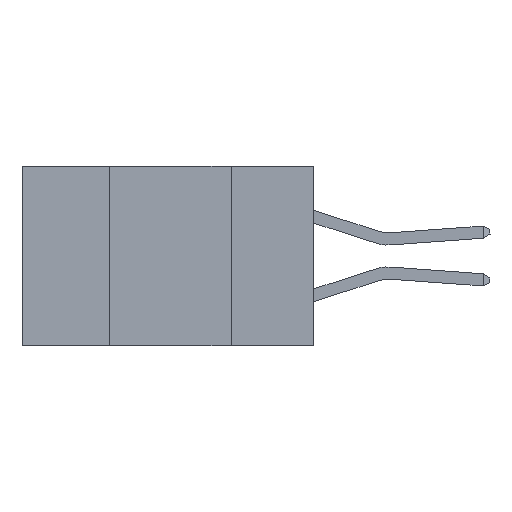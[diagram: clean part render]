
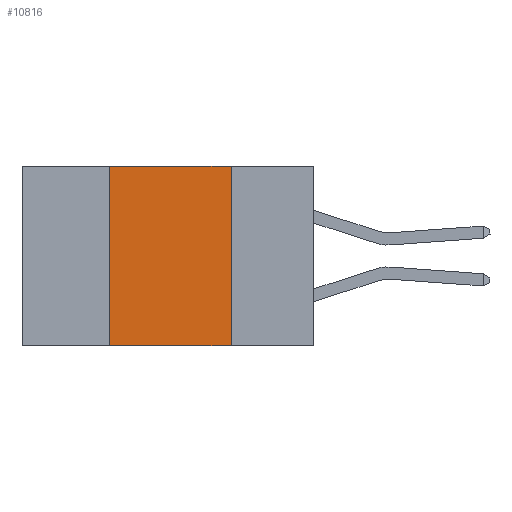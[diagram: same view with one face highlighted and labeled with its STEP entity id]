
A CAD part, left-side view. The second image highlights one B-rep face of the part: STEP entity #10816.
In plain terms, the highlighted planar face has unit normal (-1, 0, 0).
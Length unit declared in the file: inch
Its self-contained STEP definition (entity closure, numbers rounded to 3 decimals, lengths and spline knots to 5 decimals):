
#601 = DIRECTION ( 'NONE',  ( 0., 0., 1. ) ) ;
#1212 = VERTEX_POINT ( 'NONE', #12688 ) ;
#1413 = LINE ( 'NONE', #14638, #13435 ) ;
#1519 = VERTEX_POINT ( 'NONE', #7174 ) ;
#1710 = EDGE_LOOP ( 'NONE', ( #9125, #4080, #9821, #3366 ) ) ;
#1990 = CARTESIAN_POINT ( 'NONE',  ( 0., 0.42, -0.37 ) ) ;
#2431 = VECTOR ( 'NONE', #14437, 39.37008 ) ;
#3366 = ORIENTED_EDGE ( 'NONE', *, *, #4932, .T. ) ;
#3664 = CARTESIAN_POINT ( 'NONE',  ( 0., 0.6, 0. ) ) ;
#3824 = DIRECTION ( 'NONE',  ( 0., -1., 0. ) ) ;
#4080 = ORIENTED_EDGE ( 'NONE', *, *, #13807, .F. ) ;
#4552 = VERTEX_POINT ( 'NONE', #7408 ) ;
#4569 = LINE ( 'NONE', #7205, #14504 ) ;
#4611 = VECTOR ( 'NONE', #601, 39.37008 ) ;
#4908 = EDGE_CURVE ( 'NONE', #9872, #1519, #7686, .T. ) ;
#4932 = EDGE_CURVE ( 'NONE', #9872, #1212, #1413, .T. ) ;
#5226 = CARTESIAN_POINT ( 'NONE',  ( 0., 0.17, 0. ) ) ;
#5871 = PLANE ( 'NONE',  #11058 ) ;
#6654 = EDGE_CURVE ( 'NONE', #4552, #1212, #7811, .T. ) ;
#7174 = CARTESIAN_POINT ( 'NONE',  ( 0., 0.42, 0. ) ) ;
#7191 = DIRECTION ( 'NONE',  ( 0., 0., -1. ) ) ;
#7205 = CARTESIAN_POINT ( 'NONE',  ( 0., 0.6, 0. ) ) ;
#7408 = CARTESIAN_POINT ( 'NONE',  ( 0., 0.17, 0. ) ) ;
#7449 = CARTESIAN_POINT ( 'NONE',  ( 0., 0.42, 0. ) ) ;
#7686 = LINE ( 'NONE', #7449, #4611 ) ;
#7811 = LINE ( 'NONE', #5226, #2431 ) ;
#9125 = ORIENTED_EDGE ( 'NONE', *, *, #6654, .F. ) ;
#9454 = DIRECTION ( 'NONE',  ( 1., 0., 0. ) ) ;
#9821 = ORIENTED_EDGE ( 'NONE', *, *, #4908, .F. ) ;
#9872 = VERTEX_POINT ( 'NONE', #1990 ) ;
#10597 = FACE_OUTER_BOUND ( 'NONE', #1710, .T. ) ;
#10816 = ADVANCED_FACE ( 'NONE', ( #10597 ), #5871, .F. ) ;
#11058 = AXIS2_PLACEMENT_3D ( 'NONE', #3664, #9454, #7191 ) ;
#12688 = CARTESIAN_POINT ( 'NONE',  ( 0., 0.17, -0.37 ) ) ;
#13435 = VECTOR ( 'NONE', #13834, 39.37008 ) ;
#13807 = EDGE_CURVE ( 'NONE', #1519, #4552, #4569, .T. ) ;
#13834 = DIRECTION ( 'NONE',  ( 0., -1., 0. ) ) ;
#14437 = DIRECTION ( 'NONE',  ( 0., 0., -1. ) ) ;
#14504 = VECTOR ( 'NONE', #3824, 39.37008 ) ;
#14638 = CARTESIAN_POINT ( 'NONE',  ( 0., 0.6, -0.37 ) ) ;
